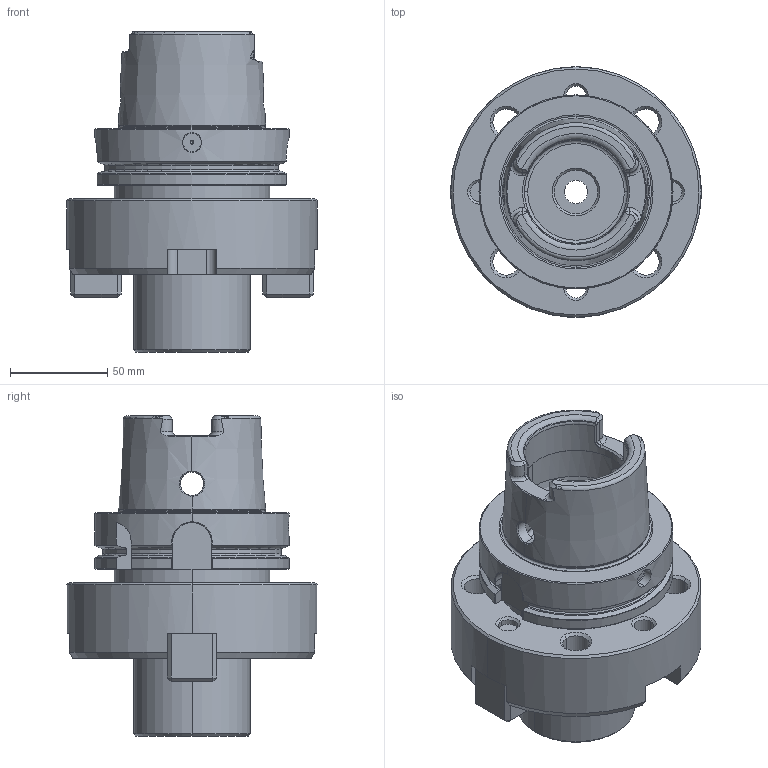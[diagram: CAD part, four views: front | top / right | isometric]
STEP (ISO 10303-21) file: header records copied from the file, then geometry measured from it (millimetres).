
FILE_DESCRIPTION(('no description'),'unknown implementation level');
FILE_NAME('FAD99C27-B868-49A2-B7C4-73D7C27A4782_export.stp',' ',('CIMSOURCE GmbH'),('CADClick - KiM GmbH - www.kimweb.de'),'unknown preprocess','ACIS','unknown authorization');
FILE_SCHEMA(('automotive_design'));
Length unit declared in the file: millimetre
Products named in the file (5): 328.214 Kaiser Aufsteckfr�sdorn HSK-A100xF60x75|690.131 Kaiser Zyl-Schr In-6kt DIN912-M12x35_DIN 912 M12 x 20 --- 20C;Hex; 328.214 Kaiser Aufsteckfr�sdorn HSK-A100xF60x75|691.637 Kaiser Mitnehmerstein F60;Fase1; 328.214 Kaiser Aufsteckfr�sdorn HSK-A100xF60x75|328.214 Kaiser Aufstekfr�sdorn HSK-A100xF60x75;<N155.01 HSK-A100>-<Schleifen Konus und Schulter>
Bounding box: 129 x 129 x 164.9 mm (x, y, z)
Volume: 848372.1 mm3; surface area: 119752.1 mm2
Topology: 5 solids, 5 shells, 405 faces, 1005 edges, 615 vertices
Faces by surface type: plane 140, cone 113, cylinder 96, torus 40, bspline 16
Entity records: 26102 total; most frequent: CARTESIAN_POINT 5247, STYLED_ITEM 2024, PRESENTATION_STYLE_ASSIGNMENT 2024, COLOUR_RGB 2024, ORIENTED_EDGE 1998, DIRECTION 1972, EDGE_CURVE 999, CURVE_STYLE 999
